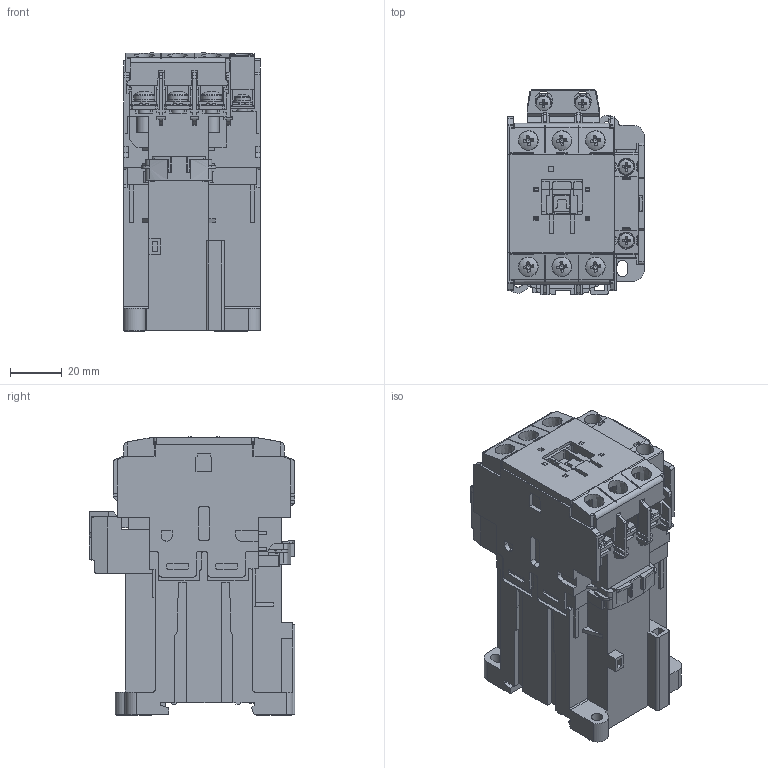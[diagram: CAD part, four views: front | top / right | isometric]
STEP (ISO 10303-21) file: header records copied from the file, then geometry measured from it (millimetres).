
FILE_DESCRIPTION (( 'STEP AP214' ), '1' );
FILE_NAME ('SC20XG.STEP', '2024-02-06T01:31:14', ( '' ), ( '' ), 'SwSTEP 2.0', 'SolidWorks 2024', '' );
FILE_SCHEMA (( 'AUTOMOTIVE_DESIGN' ));
Length unit declared in the file: millimetre
Products named in the file (18): SC20-38XG Main copper band; cross recessed pan head screw_jis_JIS B 1111 Cross recessed pan head screw - M4 x 10 - Z --10N; spring lock washer_2_jis_JIS B 1251 No.2 3.5; SC20-38XG Aux terminal cover; SC20-38XG_Case^SC20XG; Plate_M4_9P7-9P7 flat; SC20-38XG_Main terminal cover; SC20-38XG_bottom cover; spring lock washer_2_jis_JIS B 1251 No.2 4; SC20-38XG Coil plate band; SC20-38XG Aux copper band; Plate_M3P5_7P6; SC20XG; Screw M4^SC20XG; SC20-38XG_Case; SC20-38XG_coil terminal cover; cross recessed pan head screw_jis_JIS B 1111 Cross recessed pan head screw - M3.5 x 8 - Z --8N; Screw M3P5^SC20XG
Assembly tree (29 placements, depth 3):
  SC20XG
    SC20-38XG_Case^SC20XG
      SC20-38XG_Case
      SC20-38XG Main copper band  x3
      SC20-38XG Coil plate band  x2
      SC20-38XG Aux copper band
      SC20-38XG_bottom cover
    Screw M3P5^SC20XG  x4
      Plate_M3P5_7P6
      spring lock washer_2_jis_JIS B 1251 No.2 3.5
      cross recessed pan head screw_jis_JIS B 1111 Cross recessed pan head screw - M3.5 x 8 - Z --8N
    Screw M4^SC20XG  x6
      Plate_M4_9P7-9P7 flat
      spring lock washer_2_jis_JIS B 1251 No.2 4
      cross recessed pan head screw_jis_JIS B 1111 Cross recessed pan head screw - M4 x 10 - Z --10N
    SC20-38XG_Main terminal cover  x2
    SC20-38XG_coil terminal cover
    SC20-38XG Aux terminal cover
Bounding box: 53 x 79.7 x 108 mm (x, y, z)
Volume: 278116.5 mm3; surface area: 85128.7 mm2
Topology: 45 solids, 45 shells, 2944 faces, 8285 edges, 5449 vertices
Faces by surface type: plane 2451, cylinder 385, cone 72, torus 20, sphere 10, bspline 6
Full cylindrical faces by diameter (mm): 1.6 x1, 3 x2, 3.5 x14, 4 x18, 4.3 x2, 4.5 x6, 4.525 x2, 4.8 x6, 6 x4, 6.6 x2, 7.725 x2, 8 x6, 8.2 x2
Entity records: 78813 total; most frequent: CARTESIAN_POINT 12193, ORIENTED_EDGE 11218, DIRECTION 10244, EDGE_CURVE 5609, LINE 4786, VECTOR 4786, VERTEX_POINT 3737, AXIS2_PLACEMENT_3D 2729
